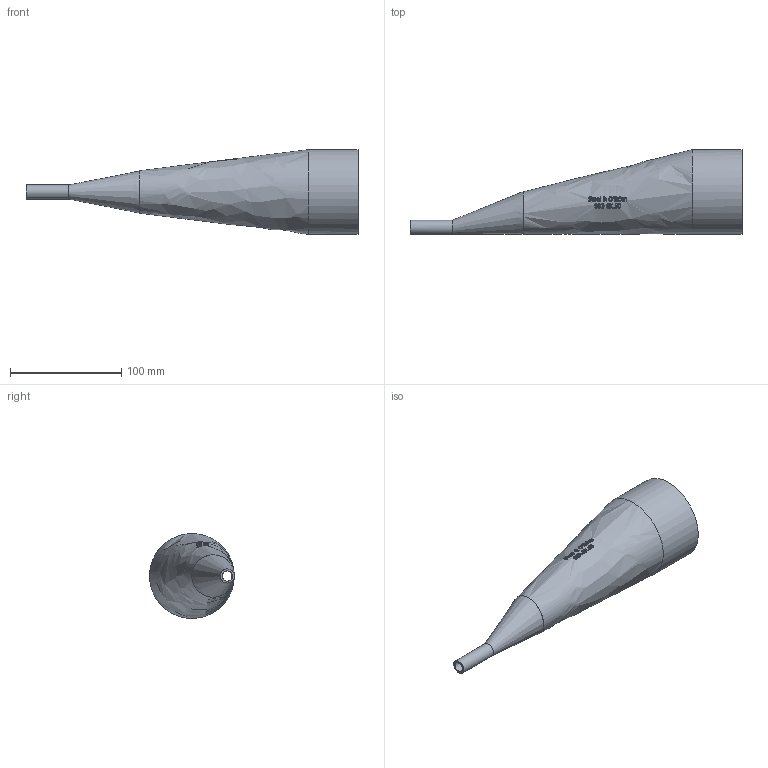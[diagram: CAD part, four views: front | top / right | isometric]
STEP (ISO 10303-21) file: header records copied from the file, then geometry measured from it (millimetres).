
FILE_DESCRIPTION(/* description */ (''),/* implementation_level */ '2;1');
FILE_NAME(/* name */ 'S32-3X.5.stp',/* time_stamp */ '2018-11-28T14:09:39-05:00',/* author */ ('rick'),/* organization */ (''),/* preprocessor_version */ 'ST-DEVELOPER v15.2',/* originating_system */ 'Autodesk Inventor 2014',/* authorisation */ '');
FILE_SCHEMA (('AUTOMOTIVE_DESIGN { 1 0 10303 214 3 1 1 }'));
Length unit declared in the file: inch
Products named in the file (1): S32-3X.5
Bounding box: 298.45 x 76.38 x 76.2 mm (x, y, z)
Volume: 71311.5 mm3; surface area: 87459.6 mm2
Topology: 1 solids, 1 shells, 402 faces, 1106 edges, 734 vertices
Faces by surface type: bspline 252, plane 145, cylinder 3, cone 2
Full cylindrical faces by diameter (mm): 12.7 x1, 72.898 x1, 76.2 x1
Entity records: 16702 total; most frequent: CARTESIAN_POINT 8376, ORIENTED_EDGE 2192, EDGE_CURVE 1096, DIRECTION 877, VERTEX_POINT 729, B_SPLINE_CURVE_WITH_KNOTS 584, EDGE_LOOP 437, ADVANCED_FACE 402
